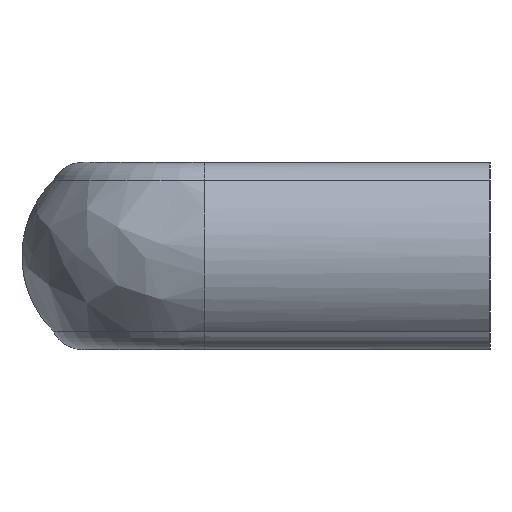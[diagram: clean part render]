
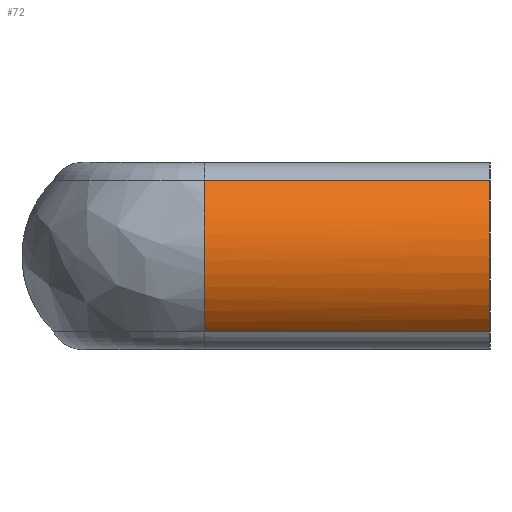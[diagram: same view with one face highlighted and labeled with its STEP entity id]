
A CAD part, left-side view. The second image highlights one B-rep face of the part: STEP entity #72.
In plain terms, the highlighted cylindrical face has radius 11.396 mm (diameter 22.793 mm), a partial arc.
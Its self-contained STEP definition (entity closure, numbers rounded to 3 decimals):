
#72 = ADVANCED_FACE( '', ( #157 ), #158, .T. );
#157 = FACE_OUTER_BOUND( '', #256, .T. );
#158 = CYLINDRICAL_SURFACE( '', #257, 11.396 );
#256 = EDGE_LOOP( '', ( #437, #438, #439, #440 ) );
#257 = AXIS2_PLACEMENT_3D( '', #441, #442, #443 );
#437 = ORIENTED_EDGE( '', *, *, #609, .T. );
#438 = ORIENTED_EDGE( '', *, *, #610, .F. );
#439 = ORIENTED_EDGE( '', *, *, #611, .F. );
#440 = ORIENTED_EDGE( '', *, *, #612, .T. );
#441 = CARTESIAN_POINT( '', ( 11.397, 0., 0. ) );
#442 = DIRECTION( '', ( 0., -1., 0. ) );
#443 = DIRECTION( '', ( 0., 0., 1. ) );
#609 = EDGE_CURVE( '', #713, #714, #715, .T. );
#610 = EDGE_CURVE( '', #716, #714, #717, .T. );
#611 = EDGE_CURVE( '', #718, #716, #719, .T. );
#612 = EDGE_CURVE( '', #718, #713, #720, .T. );
#713 = VERTEX_POINT( '', #921 );
#714 = VERTEX_POINT( '', #922 );
#715 = B_SPLINE_CURVE_WITH_KNOTS( '', 3, ( #923, #924, #925, #926, #927, #928, #929, #930, #931, #932 ), .UNSPECIFIED., .F., .F., ( 4, 2, 2, 2, 4 ), ( 0., 0.25, 0.5, 0.75, 1. ), .UNSPECIFIED. );
#716 = VERTEX_POINT( '', #933 );
#717 = LINE( '', #934, #935 );
#718 = VERTEX_POINT( '', #936 );
#719 = CIRCLE( '', #937, 11.396 );
#720 = LINE( '', #938, #939 );
#921 = CARTESIAN_POINT( '', ( 3.395, 30.5, 8.114 ) );
#922 = CARTESIAN_POINT( '', ( 3.395, 30.5, -8.115 ) );
#923 = CARTESIAN_POINT( '', ( 3.395, 30.5, 8.114 ) );
#924 = CARTESIAN_POINT( '', ( 2.323, 30.5, 7.057 ) );
#925 = CARTESIAN_POINT( '', ( 1.464, 30.5, 5.786 ) );
#926 = CARTESIAN_POINT( '', ( 0.303, 30.5, 3.009 ) );
#927 = CARTESIAN_POINT( '', ( 0.001, 30.5, 1.505 ) );
#928 = CARTESIAN_POINT( '', ( 0.001, 30.5, -1.505 ) );
#929 = CARTESIAN_POINT( '', ( 0.303, 30.5, -3.009 ) );
#930 = CARTESIAN_POINT( '', ( 1.464, 30.5, -5.786 ) );
#931 = CARTESIAN_POINT( '', ( 2.323, 30.5, -7.057 ) );
#932 = CARTESIAN_POINT( '', ( 3.395, 30.5, -8.114 ) );
#933 = CARTESIAN_POINT( '', ( 3.395, 0., -8.114 ) );
#934 = CARTESIAN_POINT( '', ( 3.395, 0., -8.114 ) );
#935 = VECTOR( '', #1060, 1000. );
#936 = CARTESIAN_POINT( '', ( 3.395, 0., 8.114 ) );
#937 = AXIS2_PLACEMENT_3D( '', #1061, #1062, #1063 );
#938 = CARTESIAN_POINT( '', ( 3.395, 0., 8.114 ) );
#939 = VECTOR( '', #1064, 1000. );
#1060 = DIRECTION( '', ( 0., 1., 0. ) );
#1061 = CARTESIAN_POINT( '', ( 11.397, 0., 0. ) );
#1062 = DIRECTION( '', ( 0., -1., 0. ) );
#1063 = DIRECTION( '', ( 0., 0., 1. ) );
#1064 = DIRECTION( '', ( 0., 1., 0. ) );
